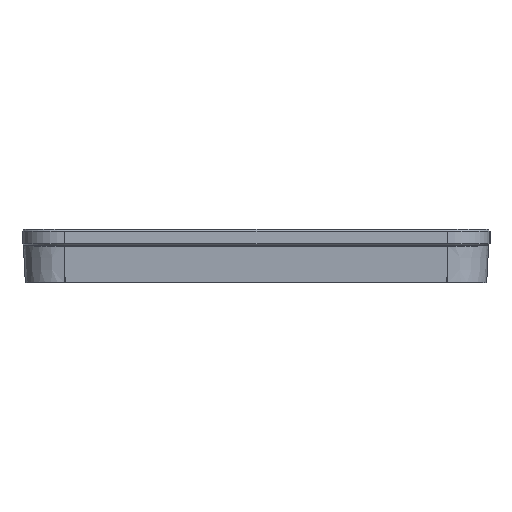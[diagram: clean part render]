
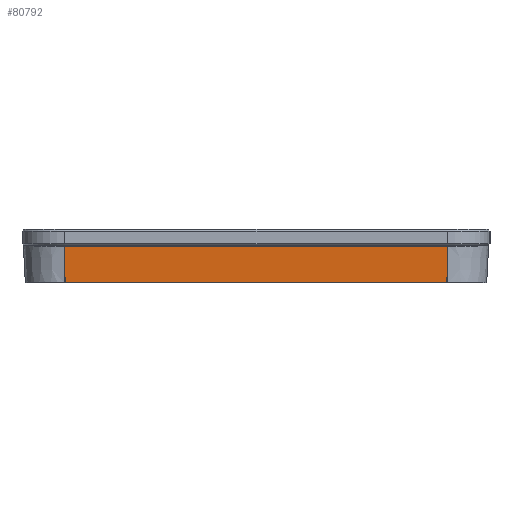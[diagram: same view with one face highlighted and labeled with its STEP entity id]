
A CAD part, left-side view. The second image highlights one B-rep face of the part: STEP entity #80792.
In plain terms, the highlighted face is planar.
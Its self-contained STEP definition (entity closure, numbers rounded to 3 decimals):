
#301=DIRECTION('',(0.,0.,1.));
#302=VECTOR('',#301,72.);
#303=CARTESIAN_POINT('',(-43.383,0.,-36.));
#304=LINE('26954',#303,#302);
#441=DIRECTION('',(-0.052,0.999,0.));
#442=VECTOR('',#441,7.01);
#443=CARTESIAN_POINT('',(-43.383,0.,36.));
#444=LINE('26971',#443,#442);
#448=DIRECTION('',(-0.052,0.999,0.));
#449=VECTOR('',#448,7.01);
#450=CARTESIAN_POINT('',(-43.383,0.,-36.));
#451=LINE('26970',#450,#449);
#507=DIRECTION('',(0.,0.,1.));
#508=VECTOR('',#507,72.);
#509=CARTESIAN_POINT('',(-43.75,7.,-36.));
#510=LINE('26962',#509,#508);
#72478=CARTESIAN_POINT('',(-43.383,0.,-36.));
#72479=VERTEX_POINT('',#72478);
#72480=CARTESIAN_POINT('',(-43.383,0.,36.));
#72481=VERTEX_POINT('',#72480);
#72494=CARTESIAN_POINT('',(-43.75,7.,-36.));
#72495=VERTEX_POINT('',#72494);
#72496=CARTESIAN_POINT('',(-43.75,7.,36.));
#72497=VERTEX_POINT('',#72496);
#80779=CARTESIAN_POINT('',(-43.75,7.,-37.12));
#80780=DIRECTION('',(-0.999,-0.052,0.));
#80781=DIRECTION('',(0.,0.,1.));
#80782=AXIS2_PLACEMENT_3D('',#80779,#80780,#80781);
#80783=PLANE('26948',#80782);
#80784=ORIENTED_EDGE('26954',*,*,#80612,.F.);
#80786=ORIENTED_EDGE('26970',*,*,#80785,.T.);
#80788=ORIENTED_EDGE('26962',*,*,#80787,.T.);
#80789=ORIENTED_EDGE('26971',*,*,#80764,.F.);
#80790=EDGE_LOOP('26948',(#80784,#80786,#80788,#80789));
#80791=FACE_OUTER_BOUND('26948',#80790,.F.);
#80792=ADVANCED_FACE('26948',(#80791),#80783,.T.);
#80612=EDGE_CURVE('26954',#72479,#72481,#304,.T.);
#80764=EDGE_CURVE('26971',#72481,#72497,#444,.T.);
#80785=EDGE_CURVE('26970',#72479,#72495,#451,.T.);
#80787=EDGE_CURVE('26962',#72495,#72497,#510,.T.);
